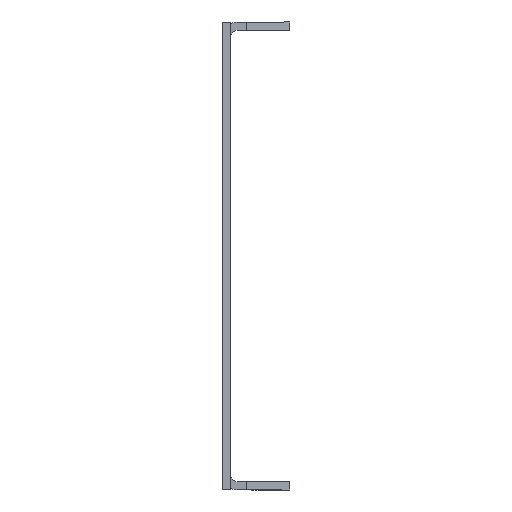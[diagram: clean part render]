
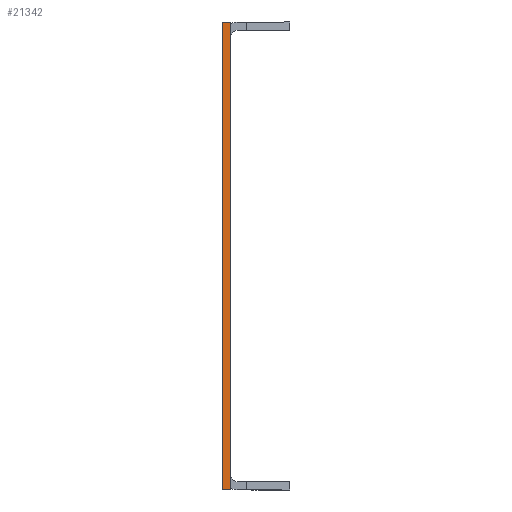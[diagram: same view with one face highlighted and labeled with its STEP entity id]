
A CAD part, left-side view. The second image highlights one B-rep face of the part: STEP entity #21342.
In plain terms, the highlighted planar face has unit normal (-1, 0, 0).
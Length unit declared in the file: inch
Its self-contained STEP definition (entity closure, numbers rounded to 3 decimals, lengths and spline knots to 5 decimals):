
#1723 = VERTEX_POINT ( 'NONE', #5994 ) ;
#2225 = DIRECTION ( 'NONE',  ( 0., 0., 1. ) ) ;
#2326 = DIRECTION ( 'NONE',  ( -1., 0., 0. ) ) ;
#2855 = DIRECTION ( 'NONE',  ( 0., 1., 0. ) ) ;
#4098 = VECTOR ( 'NONE', #2225, 39.37008 ) ;
#4720 = AXIS2_PLACEMENT_3D ( 'NONE', #29198, #2326, #23240 ) ;
#5386 = VERTEX_POINT ( 'NONE', #16445 ) ;
#5944 = LINE ( 'NONE', #38815, #36068 ) ;
#5994 = CARTESIAN_POINT ( 'NONE',  ( -9.5, -0.06, 1.74 ) ) ;
#6033 = FACE_OUTER_BOUND ( 'NONE', #20163, .T. ) ;
#9201 = EDGE_CURVE ( 'NONE', #26930, #10125, #14778, .T. ) ;
#10125 = VERTEX_POINT ( 'NONE', #22318 ) ;
#11073 = LINE ( 'NONE', #12234, #18110 ) ;
#12234 = CARTESIAN_POINT ( 'NONE',  ( -9.5, -0.06, 1.74 ) ) ;
#12753 = EDGE_CURVE ( 'NONE', #5386, #26930, #5944, .T. ) ;
#14778 = LINE ( 'NONE', #24599, #37817 ) ;
#16445 = CARTESIAN_POINT ( 'NONE',  ( -9.5, -0.06, -1.74 ) ) ;
#17894 = ORIENTED_EDGE ( 'NONE', *, *, #9201, .F. ) ;
#17995 = CARTESIAN_POINT ( 'NONE',  ( -9.5, 0., -1.74 ) ) ;
#18110 = VECTOR ( 'NONE', #21253, 39.37008 ) ;
#19548 = ORIENTED_EDGE ( 'NONE', *, *, #36439, .T. ) ;
#20012 = CARTESIAN_POINT ( 'NONE',  ( -9.5, -0.06, -1.74 ) ) ;
#20163 = EDGE_LOOP ( 'NONE', ( #17894, #30211, #19548, #23653 ) ) ;
#20234 = PLANE ( 'NONE',  #4720 ) ;
#21253 = DIRECTION ( 'NONE',  ( 0., 1., 0. ) ) ;
#21342 = ADVANCED_FACE ( 'NONE', ( #6033 ), #20234, .T. ) ;
#22318 = CARTESIAN_POINT ( 'NONE',  ( -9.5, 0., 1.74 ) ) ;
#23240 = DIRECTION ( 'NONE',  ( 0., 0., 1. ) ) ;
#23653 = ORIENTED_EDGE ( 'NONE', *, *, #37315, .T. ) ;
#24599 = CARTESIAN_POINT ( 'NONE',  ( -9.5, 0., -1.74 ) ) ;
#26930 = VERTEX_POINT ( 'NONE', #17995 ) ;
#27628 = DIRECTION ( 'NONE',  ( 0., 0., 1. ) ) ;
#29198 = CARTESIAN_POINT ( 'NONE',  ( -9.5, -0.06, -1.74 ) ) ;
#30211 = ORIENTED_EDGE ( 'NONE', *, *, #12753, .F. ) ;
#35128 = LINE ( 'NONE', #20012, #4098 ) ;
#36068 = VECTOR ( 'NONE', #2855, 39.37008 ) ;
#36439 = EDGE_CURVE ( 'NONE', #5386, #1723, #35128, .T. ) ;
#37315 = EDGE_CURVE ( 'NONE', #1723, #10125, #11073, .T. ) ;
#37817 = VECTOR ( 'NONE', #27628, 39.37008 ) ;
#38815 = CARTESIAN_POINT ( 'NONE',  ( -9.5, -0.06, -1.74 ) ) ;
